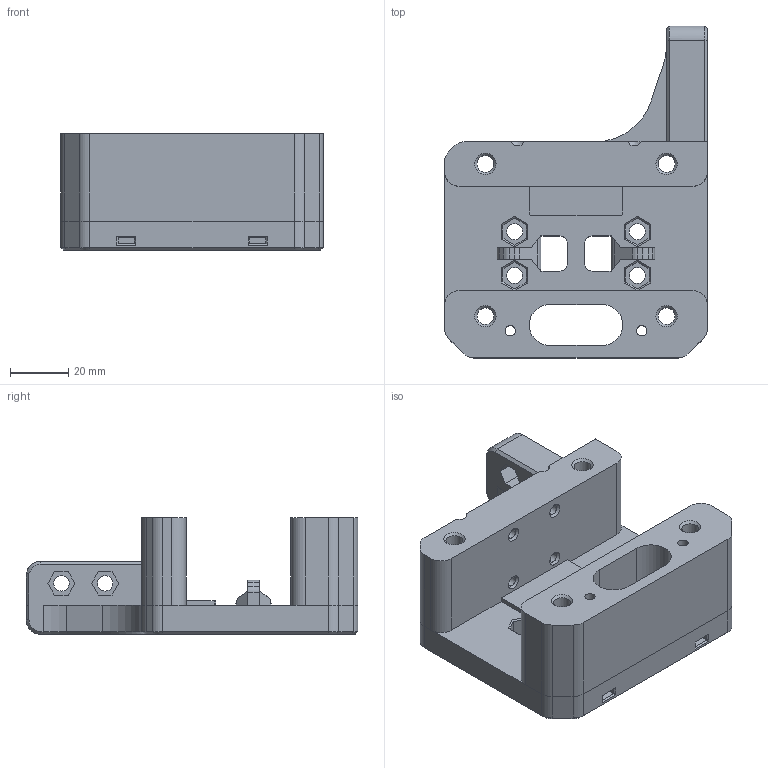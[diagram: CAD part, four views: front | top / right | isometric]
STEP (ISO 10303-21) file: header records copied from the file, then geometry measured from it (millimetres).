
FILE_DESCRIPTION(('FreeCAD Model'),'2;1');
FILE_NAME('Open CASCADE Shape Model','2023-11-07T19:51:03',('Author'),( ''),'Open CASCADE STEP processor 7.6','FreeCAD','Unknown');
FILE_SCHEMA(('AUTOMOTIVE_DESIGN { 1 0 10303 214 1 1 1 1 }'));
Length unit declared in the file: millimetre
Products named in the file (1): Chamfer010
Bounding box: 90 x 113.6 x 40 mm (x, y, z)
Volume: 153808.7 mm3; surface area: 41026.9 mm2
Topology: 1 solids, 1 shells, 451 faces, 1078 edges, 638 vertices
Faces by surface type: plane 355, cylinder 64, cone 30, bspline 2
Full cylindrical faces by diameter (mm): 3.4 x4, 3.5 x6, 5.3 x2, 5.5 x4, 5.75 x2, 5.812 x2, 8 x4
Entity records: 12970 total; most frequent: CARTESIAN_POINT 2428, ORIENTED_EDGE 2158, DIRECTION 2136, EDGE_CURVE 1078, LINE 904, VECTOR 904, VERTEX_POINT 638, AXIS2_PLACEMENT_3D 616
